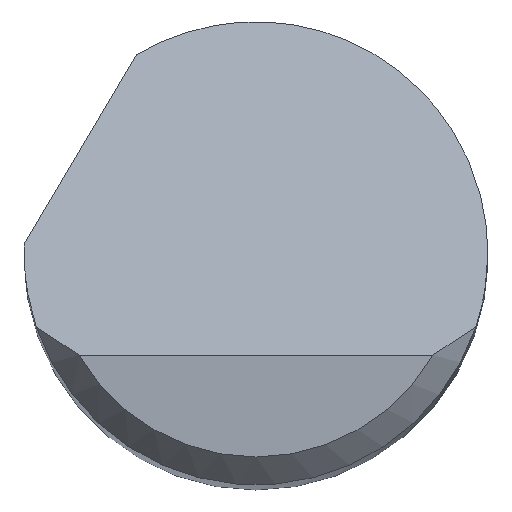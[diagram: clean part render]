
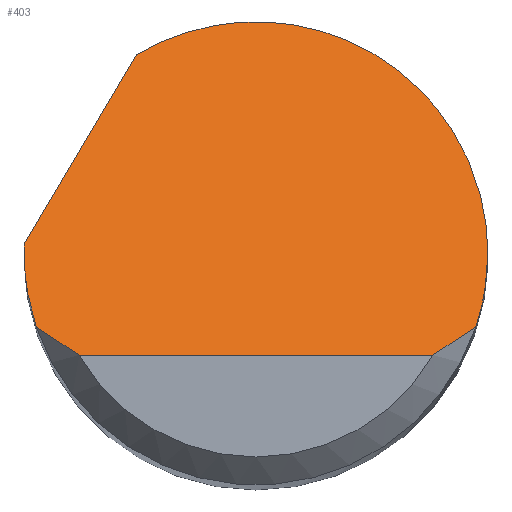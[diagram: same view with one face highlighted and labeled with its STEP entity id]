
A CAD part, top view. The second image highlights one B-rep face of the part: STEP entity #403.
In plain terms, the highlighted planar face has unit normal (0, 0.707, 0.707).
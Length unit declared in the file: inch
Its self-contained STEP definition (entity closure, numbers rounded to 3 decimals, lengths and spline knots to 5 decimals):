
#3 = EDGE_CURVE ( 'NONE', #718, #653, #776, .T. ) ;
#4 = CARTESIAN_POINT ( 'NONE',  ( -0.09526, -0.055, 2. ) ) ;
#22 = CARTESIAN_POINT ( 'NONE',  ( -0.11107, -0.04528, 1.99028 ) ) ;
#52 = VECTOR ( 'NONE', #673, 39.37008 ) ;
#58 = ORIENTED_EDGE ( 'NONE', *, *, #254, .T. ) ;
#60 = EDGE_CURVE ( 'NONE', #626, #472, #751, .T. ) ;
#62 = CARTESIAN_POINT ( 'NONE',  ( 0.0296, 0.1636, 1.7814 ) ) ;
#70 = CARTESIAN_POINT ( 'NONE',  ( -0.06437, 0.10715, 1.83785 ) ) ;
#75 = CARTESIAN_POINT ( 'NONE',  ( 0.10339, -0.05031, 1.99531 ) ) ;
#76 = AXIS2_PLACEMENT_3D ( 'NONE', #568, #354, #767 ) ;
#78 = CARTESIAN_POINT ( 'NONE',  ( -0.125, 0.00167, 1.94333 ) ) ;
#99 = EDGE_CURVE ( 'NONE', #435, #718, #184, .T. ) ;
#104 = ORIENTED_EDGE ( 'NONE', *, *, #60, .T. ) ;
#111 = CARTESIAN_POINT ( 'NONE',  ( 0.125, 0., 1.945 ) ) ;
#116 = EDGE_CURVE ( 'NONE', #653, #180, #801, .T. ) ;
#139 = CARTESIAN_POINT ( 'NONE',  ( -0.125, 0., 1.945 ) ) ;
#143 = CARTESIAN_POINT ( 'NONE',  ( -0.11843, -0.04, 1.985 ) ) ;
#147 = CARTESIAN_POINT ( 'NONE',  ( 0.09526, -0.055, 2. ) ) ;
#148 = CARTESIAN_POINT ( 'NONE',  ( -0.10339, -0.05031, 1.99531 ) ) ;
#159 = CARTESIAN_POINT ( 'NONE',  ( 0.125, 0.10961, 1.83539 ) ) ;
#172 = EDGE_LOOP ( 'NONE', ( #58, #104, #695, #501, #637, #252, #827, #768 ) ) ;
#174 = VERTEX_POINT ( 'NONE', #574 ) ;
#180 = VERTEX_POINT ( 'NONE', #414 ) ;
#184 =( BOUNDED_CURVE ( )  B_SPLINE_CURVE ( 3, ( #406, #324, #534, #139 ),
 .UNSPECIFIED., .F., .F. ) 
 B_SPLINE_CURVE_WITH_KNOTS ( ( 4, 4 ),
 ( 4.38666, 4.71239 ),
 .UNSPECIFIED. ) 
 CURVE ( )  GEOMETRIC_REPRESENTATION_ITEM ( )  RATIONAL_B_SPLINE_CURVE ( ( 1., 0.991, 0.991, 1. ) ) 
 REPRESENTATION_ITEM ( '' )  );
#190 =( BOUNDED_CURVE ( )  B_SPLINE_CURVE ( 3, ( #70, #62, #159, #396 ),
 .UNSPECIFIED., .F., .F. ) 
 B_SPLINE_CURVE_WITH_KNOTS ( ( 4, 4 ),
 ( 5.74227, 7.85398 ),
 .UNSPECIFIED. ) 
 CURVE ( )  GEOMETRIC_REPRESENTATION_ITEM ( )  RATIONAL_B_SPLINE_CURVE ( ( 1., 0.662, 0.662, 1. ) ) 
 REPRESENTATION_ITEM ( '' )  );
#225 = EDGE_CURVE ( 'NONE', #180, #450, #190, .T. ) ;
#252 = ORIENTED_EDGE ( 'NONE', *, *, #3, .F. ) ;
#254 = EDGE_CURVE ( 'NONE', #174, #626, #758, .T. ) ;
#259 = CARTESIAN_POINT ( 'NONE',  ( 0.125, -0.01363, 1.95863 ) ) ;
#274 = CARTESIAN_POINT ( 'NONE',  ( -0.125, 0., 1.945 ) ) ;
#278 = EDGE_CURVE ( 'NONE', #435, #174, #526, .T. ) ;
#303 = CARTESIAN_POINT ( 'NONE',  ( 0.09526, -0.055, 2. ) ) ;
#324 = CARTESIAN_POINT ( 'NONE',  ( -0.12279, -0.02708, 1.97208 ) ) ;
#354 = DIRECTION ( 'NONE',  ( 0., -0.707, -0.707 ) ) ;
#356 =( BOUNDED_CURVE ( )  B_SPLINE_CURVE ( 3, ( #670, #259, #794, #661 ),
 .UNSPECIFIED., .F., .F. ) 
 B_SPLINE_CURVE_WITH_KNOTS ( ( 4, 4 ),
 ( 1.5708, 1.89653 ),
 .UNSPECIFIED. ) 
 CURVE ( )  GEOMETRIC_REPRESENTATION_ITEM ( )  RATIONAL_B_SPLINE_CURVE ( ( 1., 0.991, 0.991, 1. ) ) 
 REPRESENTATION_ITEM ( '' )  );
#372 = CARTESIAN_POINT ( 'NONE',  ( -0.11843, -0.04, 1.985 ) ) ;
#396 = CARTESIAN_POINT ( 'NONE',  ( 0.125, 0., 1.945 ) ) ;
#403 = ADVANCED_FACE ( 'NONE', ( #783 ), #583, .F. ) ;
#406 = CARTESIAN_POINT ( 'NONE',  ( -0.11843, -0.04, 1.985 ) ) ;
#414 = CARTESIAN_POINT ( 'NONE',  ( -0.06437, 0.10715, 1.83785 ) ) ;
#435 = VERTEX_POINT ( 'NONE', #372 ) ;
#450 = VERTEX_POINT ( 'NONE', #111 ) ;
#472 = VERTEX_POINT ( 'NONE', #492 ) ;
#489 = CARTESIAN_POINT ( 'NONE',  ( -0.125, 0., 1.945 ) ) ;
#492 = CARTESIAN_POINT ( 'NONE',  ( 0.11843, -0.04, 1.985 ) ) ;
#501 = ORIENTED_EDGE ( 'NONE', *, *, #225, .F. ) ;
#526 = B_SPLINE_CURVE_WITH_KNOTS ( 'NONE', 3,
 ( #143, #22, #148, #4 ),
 .UNSPECIFIED., .F., .F.,
 ( 4, 4 ),
 ( 0., 0.0008 ),
 .UNSPECIFIED. ) ;
#534 = CARTESIAN_POINT ( 'NONE',  ( -0.125, -0.01363, 1.95863 ) ) ;
#539 = CARTESIAN_POINT ( 'NONE',  ( -0.15516, -0.04606, 1.99106 ) ) ;
#553 = CARTESIAN_POINT ( 'NONE',  ( -0.12497, 0.00333, 1.94167 ) ) ;
#566 = EDGE_CURVE ( 'NONE', #450, #472, #356, .T. ) ;
#568 = CARTESIAN_POINT ( 'NONE',  ( -0.125, -0.055, 2. ) ) ;
#574 = CARTESIAN_POINT ( 'NONE',  ( -0.09526, -0.055, 2. ) ) ;
#583 = PLANE ( 'NONE',  #76 ) ;
#606 = CARTESIAN_POINT ( 'NONE',  ( 0., -0.055, 2. ) ) ;
#626 = VERTEX_POINT ( 'NONE', #147 ) ;
#637 = ORIENTED_EDGE ( 'NONE', *, *, #116, .F. ) ;
#653 = VERTEX_POINT ( 'NONE', #748 ) ;
#661 = CARTESIAN_POINT ( 'NONE',  ( 0.11843, -0.04, 1.985 ) ) ;
#670 = CARTESIAN_POINT ( 'NONE',  ( 0.125, 0., 1.945 ) ) ;
#673 = DIRECTION ( 'NONE',  ( 1., 0., 0. ) ) ;
#688 = VECTOR ( 'NONE', #729, 39.37008 ) ;
#695 = ORIENTED_EDGE ( 'NONE', *, *, #566, .F. ) ;
#718 = VERTEX_POINT ( 'NONE', #274 ) ;
#729 = DIRECTION ( 'NONE',  ( 0.386, 0.652, -0.652 ) ) ;
#733 = CARTESIAN_POINT ( 'NONE',  ( 0.11107, -0.04528, 1.99028 ) ) ;
#748 = CARTESIAN_POINT ( 'NONE',  ( -0.1249, 0.005, 1.94 ) ) ;
#751 = B_SPLINE_CURVE_WITH_KNOTS ( 'NONE', 3,
 ( #303, #75, #733, #808 ),
 .UNSPECIFIED., .F., .F.,
 ( 4, 4 ),
 ( 0., 0.0008 ),
 .UNSPECIFIED. ) ;
#758 = LINE ( 'NONE', #606, #52 ) ;
#767 = DIRECTION ( 'NONE',  ( 0., 0.707, -0.707 ) ) ;
#768 = ORIENTED_EDGE ( 'NONE', *, *, #278, .T. ) ;
#776 =( BOUNDED_CURVE ( )  B_SPLINE_CURVE ( 3, ( #489, #78, #553, #814 ),
 .UNSPECIFIED., .F., .F. ) 
 B_SPLINE_CURVE_WITH_KNOTS ( ( 4, 4 ),
 ( 4.71239, 4.7524 ),
 .UNSPECIFIED. ) 
 CURVE ( )  GEOMETRIC_REPRESENTATION_ITEM ( )  RATIONAL_B_SPLINE_CURVE ( ( 1., 1., 1., 1. ) ) 
 REPRESENTATION_ITEM ( '' )  );
#783 = FACE_OUTER_BOUND ( 'NONE', #172, .T. ) ;
#794 = CARTESIAN_POINT ( 'NONE',  ( 0.12279, -0.02708, 1.97208 ) ) ;
#801 = LINE ( 'NONE', #539, #688 ) ;
#808 = CARTESIAN_POINT ( 'NONE',  ( 0.11843, -0.04, 1.985 ) ) ;
#814 = CARTESIAN_POINT ( 'NONE',  ( -0.1249, 0.005, 1.94 ) ) ;
#827 = ORIENTED_EDGE ( 'NONE', *, *, #99, .F. ) ;
